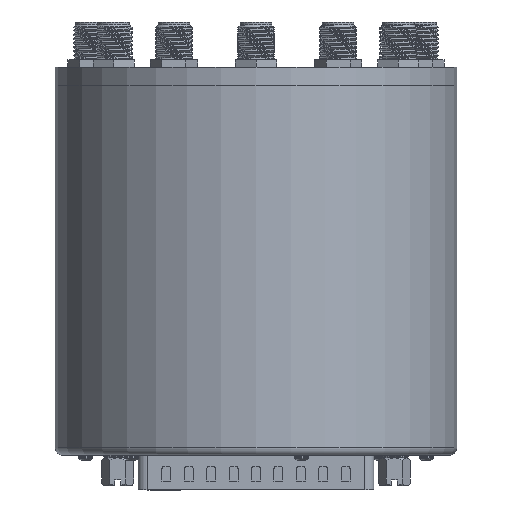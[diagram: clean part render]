
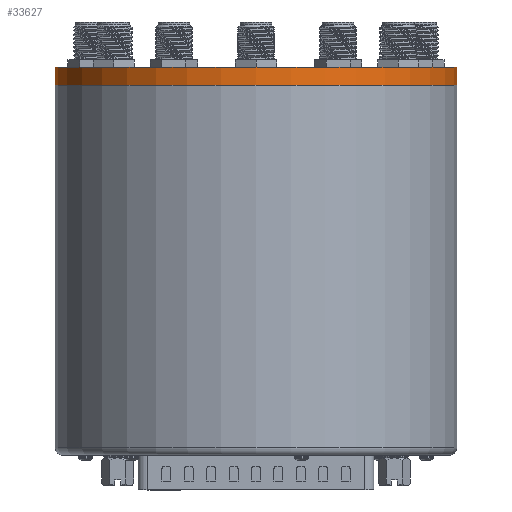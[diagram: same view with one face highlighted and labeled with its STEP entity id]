
A CAD part, front view. The second image highlights one B-rep face of the part: STEP entity #33627.
In plain terms, the highlighted cylindrical face has radius 34.15 mm (diameter 68.3 mm), a full revolution.
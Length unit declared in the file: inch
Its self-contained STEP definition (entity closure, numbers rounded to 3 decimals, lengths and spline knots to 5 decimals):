
#2767 = ORIENTED_EDGE ( 'NONE', *, *, #62063, .T. ) ;
#7560 = EDGE_LOOP ( 'NONE', ( #19872 ) ) ;
#8756 = CIRCLE ( 'NONE', #55101, 1.34449 ) ;
#12772 = DIRECTION ( 'NONE',  ( 1., 0., 0. ) ) ;
#12978 = CIRCLE ( 'NONE', #59380, 1.34449 ) ;
#15481 = VERTEX_POINT ( 'NONE', #15801 ) ;
#15773 = CYLINDRICAL_SURFACE ( 'NONE', #42457, 1.34449 ) ;
#15801 = CARTESIAN_POINT ( 'NONE',  ( 1.34449, 0., 0. ) ) ;
#19872 = ORIENTED_EDGE ( 'NONE', *, *, #35822, .F. ) ;
#25792 = DIRECTION ( 'NONE',  ( 0., 0., 1. ) ) ;
#32524 = CARTESIAN_POINT ( 'NONE',  ( 0., 0., -2.59843 ) ) ;
#33140 = DIRECTION ( 'NONE',  ( 1., 0., 0. ) ) ;
#33627 = ADVANCED_FACE ( 'NONE', ( #39908, #39195 ), #15773, .T. ) ;
#35822 = EDGE_CURVE ( 'NONE', #15481, #15481, #12978, .T. ) ;
#37789 = DIRECTION ( 'NONE',  ( 0., 0., 1. ) ) ;
#39195 = FACE_OUTER_BOUND ( 'NONE', #43315, .T. ) ;
#39908 = FACE_OUTER_BOUND ( 'NONE', #7560, .T. ) ;
#40470 = CARTESIAN_POINT ( 'NONE',  ( -1.34449, 0., -0.12 ) ) ;
#42059 = DIRECTION ( 'NONE',  ( 0., 0., 1. ) ) ;
#42457 = AXIS2_PLACEMENT_3D ( 'NONE', #32524, #37789, #33140 ) ;
#43315 = EDGE_LOOP ( 'NONE', ( #2767 ) ) ;
#45524 = VERTEX_POINT ( 'NONE', #40470 ) ;
#45588 = DIRECTION ( 'NONE',  ( -1., 0., 0. ) ) ;
#54628 = CARTESIAN_POINT ( 'NONE',  ( 0., 0., -0.12 ) ) ;
#55101 = AXIS2_PLACEMENT_3D ( 'NONE', #54628, #25792, #45588 ) ;
#55524 = CARTESIAN_POINT ( 'NONE',  ( 0., 0., 0. ) ) ;
#59380 = AXIS2_PLACEMENT_3D ( 'NONE', #55524, #42059, #12772 ) ;
#62063 = EDGE_CURVE ( 'NONE', #45524, #45524, #8756, .T. ) ;
